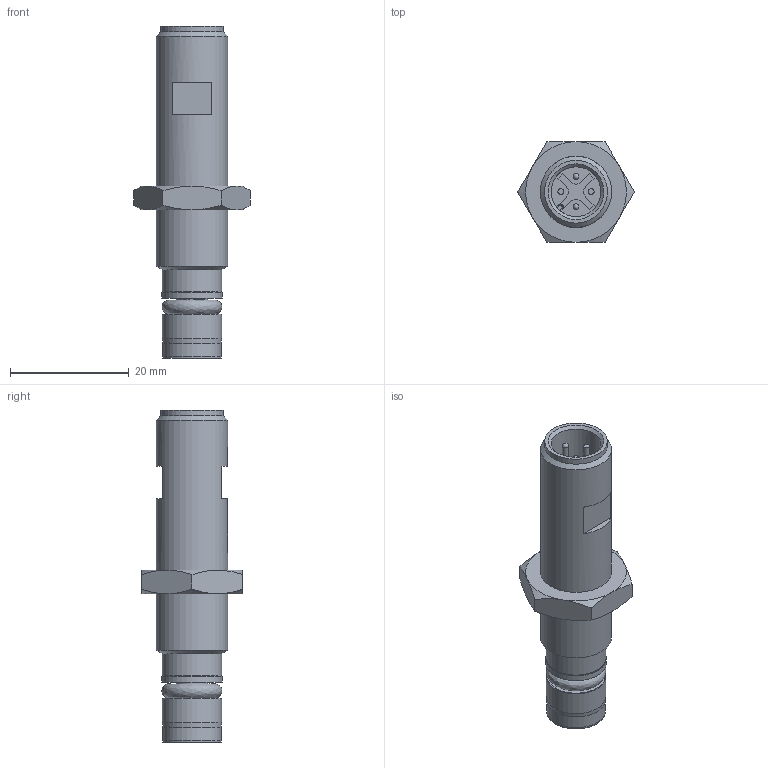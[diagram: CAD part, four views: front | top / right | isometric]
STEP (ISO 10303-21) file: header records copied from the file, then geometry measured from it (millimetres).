
FILE_DESCRIPTION (( 'STEP AP214' ), '1' );
FILE_NAME ('DW-AS-503-P12-630.STEP', '2022-09-06T11:20:24', ( '' ), ( '' ), 'SwSTEP 2.0', 'SolidWorks 2021', '' );
FILE_SCHEMA (( 'AUTOMOTIVE_DESIGN' ));
Length unit declared in the file: inch
Products named in the file (1): DW-AS-503-P12-630
Bounding box: 19.63 x 17 x 56 mm (x, y, z)
Volume: 5729.4 mm3; surface area: 3118.2 mm2
Topology: 1 solids, 1 shells, 87 faces, 199 edges, 123 vertices
Faces by surface type: plane 41, cylinder 21, cone 18, bspline 7
Full cylindrical faces by diameter (mm): 1 x4, 5.3 x1, 6 x1, 8.4 x1, 9.87 x1, 10 x2, 10.2 x1, 10.6 x1, 12 x2
Entity records: 2499 total; most frequent: CARTESIAN_POINT 694, DIRECTION 360, ORIENTED_EDGE 328, EDGE_CURVE 164, AXIS2_PLACEMENT_3D 145, EDGE_LOOP 125, VERTEX_POINT 117, FACE_OUTER_BOUND 105
